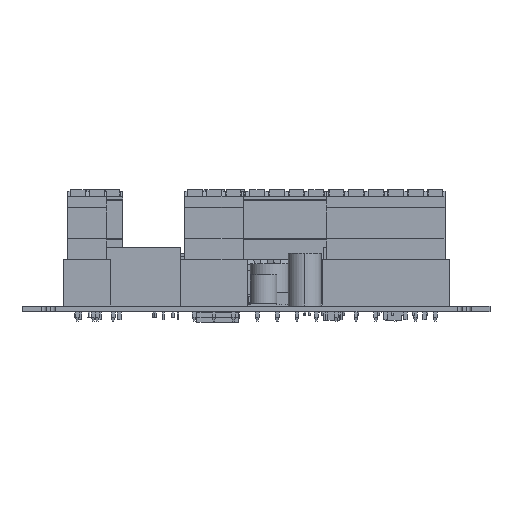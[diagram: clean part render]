
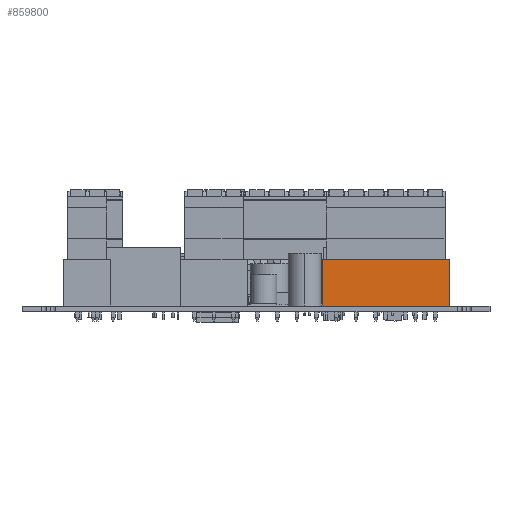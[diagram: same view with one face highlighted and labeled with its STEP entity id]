
A CAD part, front view. The second image highlights one B-rep face of the part: STEP entity #859800.
In plain terms, the highlighted face is planar.
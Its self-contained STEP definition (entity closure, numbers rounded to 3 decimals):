
#88480=CARTESIAN_POINT('',(-82.94,30.55,
52.502));
#88490=VERTEX_POINT('',#88480);
#88520=CARTESIAN_POINT('',(-82.94,30.55,0.));
#88530=DIRECTION('',(0.,0.,1.));
#88540=VECTOR('',#88530,1.);
#88550=LINE('',#88520,#88540);
#88560=CARTESIAN_POINT('',(-82.94,30.55,
84.982));
#88570=VERTEX_POINT('',#88560);
#88580=EDGE_CURVE('',#88490,#88570,#88550,.T.);
#858940=CARTESIAN_POINT('',(-82.94,0.,
84.982));
#858950=DIRECTION('',(0.,-1.,0.));
#858960=VECTOR('',#858950,1.);
#858970=LINE('',#858940,#858960);
#858980=CARTESIAN_POINT('',(-82.94,42.55,
84.982));
#858990=VERTEX_POINT('',#858980);
#859000=EDGE_CURVE('',#858990,#88570,#858970,.T.);
#859570=CARTESIAN_POINT('',(-82.94,29.8,
35.479));
#859580=DIRECTION('',(-1.,0.,0.));
#859590=DIRECTION('',(0.,0.,1.));
#859600=AXIS2_PLACEMENT_3D('',#859570,#859580,#859590);
#859610=PLANE('',#859600);
#859620=CARTESIAN_POINT('',(-82.94,0.,
52.502));
#859630=DIRECTION('',(0.,1.,0.));
#859640=VECTOR('',#859630,1.);
#859650=LINE('',#859620,#859640);
#859660=CARTESIAN_POINT('',(-82.94,42.55,
52.502));
#859670=VERTEX_POINT('',#859660);
#859680=EDGE_CURVE('',#88490,#859670,#859650,.T.);
#859690=ORIENTED_EDGE('',*,*,#859680,.F.);
#859700=CARTESIAN_POINT('',(-82.94,42.55,
0.));
#859710=DIRECTION('',(0.,0.,1.));
#859720=VECTOR('',#859710,1.);
#859730=LINE('',#859700,#859720);
#859740=EDGE_CURVE('',#859670,#858990,#859730,.T.);
#859750=ORIENTED_EDGE('',*,*,#859740,.F.);
#859760=ORIENTED_EDGE('',*,*,#859000,.F.);
#859770=ORIENTED_EDGE('',*,*,#88580,.T.);
#859780=EDGE_LOOP('',(#859770,#859760,#859750,#859690));
#859790=FACE_OUTER_BOUND('',#859780,.T.);
#859800=ADVANCED_FACE('',(#859790),#859610,.T.);
